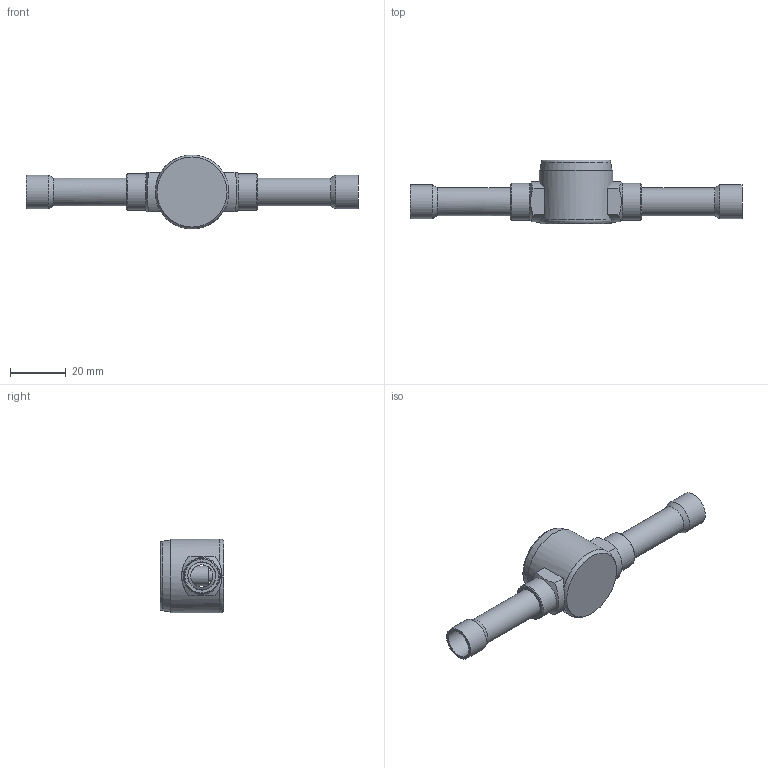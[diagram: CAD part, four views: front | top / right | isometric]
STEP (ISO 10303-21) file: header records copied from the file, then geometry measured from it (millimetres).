
FILE_DESCRIPTION(/* description */ (''),/* implementation_level */ '2;1');
FILE_NAME(/* name */ '014L0182R.stp',/* time_stamp */ '2022-08-31T17:22:13+03:00',/* author */ ('U403152'),/* organization */ (''),/* preprocessor_version */ 'ST-DEVELOPER v18.1',/* originating_system */ 'Autodesk Inventor 2020',/* authorisation */ '');
FILE_SCHEMA (('AUTOMOTIVE_DESIGN { 1 0 10303 214 3 1 1 }'));
Length unit declared in the file: millimetre
Products named in the file (1): Part1
Bounding box: 119 x 22.83 x 26.5 mm (x, y, z)
Volume: 13544.1 mm3; surface area: 10924.7 mm2
Topology: 1 solids, 20 shells, 396 faces, 1085 edges, 731 vertices
Faces by surface type: plane 213, bspline 134, cylinder 29, cone 17, torus 3
Full cylindrical faces by diameter (mm): 1.4 x2, 2 x1, 3 x1, 4 x1, 4.2 x1, 4.9 x1, 7 x1, 8 x2, 10 x2, 10.1 x2, 12.1 x2, 13.2 x2, 15.6 x1, 16 x1, 20 x3, 20.1 x1, 26.5 x1
Entity records: 22948 total; most frequent: CARTESIAN_POINT 13587, ORIENTED_EDGE 2166, DIRECTION 1456, EDGE_CURVE 1083, VERTEX_POINT 730, LINE 642, VECTOR 642, EDGE_LOOP 463
